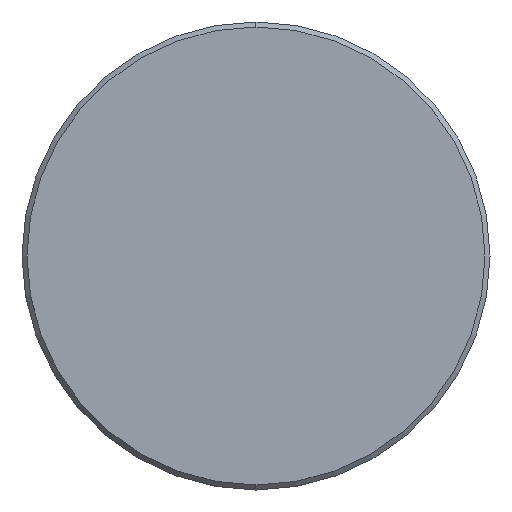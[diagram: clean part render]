
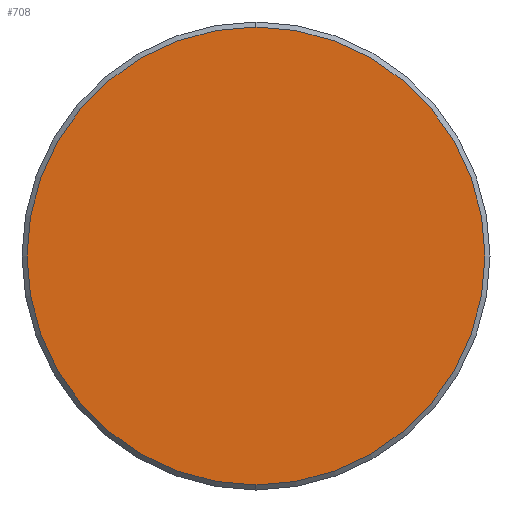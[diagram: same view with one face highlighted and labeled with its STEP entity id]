
A CAD part, left-side view. The second image highlights one B-rep face of the part: STEP entity #708.
In plain terms, the highlighted planar face has unit normal (-1, 0, 0).
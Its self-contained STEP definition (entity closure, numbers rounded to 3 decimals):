
#4 = EDGE_CURVE ( 'NONE', #586, #443, #457, .T. ) ;
#43 = EDGE_LOOP ( 'NONE', ( #680, #202 ) ) ;
#54 = CARTESIAN_POINT ( 'NONE',  ( 0., 0., 13.7 ) ) ;
#62 = CARTESIAN_POINT ( 'NONE',  ( 0., 0., 0. ) ) ;
#123 = PLANE ( 'NONE',  #181 ) ;
#144 = AXIS2_PLACEMENT_3D ( 'NONE', #608, #170, #415 ) ;
#170 = DIRECTION ( 'NONE',  ( -1., 0., 0. ) ) ;
#181 = AXIS2_PLACEMENT_3D ( 'NONE', #62, #817, #559 ) ;
#200 = DIRECTION ( 'NONE',  ( -1., 0., 0. ) ) ;
#202 = ORIENTED_EDGE ( 'NONE', *, *, #4, .T. ) ;
#206 = CARTESIAN_POINT ( 'NONE',  ( 0., 0., -13.7 ) ) ;
#242 = AXIS2_PLACEMENT_3D ( 'NONE', #512, #200, #331 ) ;
#331 = DIRECTION ( 'NONE',  ( 0., 0., 1. ) ) ;
#415 = DIRECTION ( 'NONE',  ( 0., 0., 1. ) ) ;
#443 = VERTEX_POINT ( 'NONE', #206 ) ;
#457 = CIRCLE ( 'NONE', #242, 13.7 ) ;
#512 = CARTESIAN_POINT ( 'NONE',  ( 0., 0., 0. ) ) ;
#521 = FACE_OUTER_BOUND ( 'NONE', #43, .T. ) ;
#528 = EDGE_CURVE ( 'NONE', #443, #586, #674, .T. ) ;
#559 = DIRECTION ( 'NONE',  ( 0., 0., -1. ) ) ;
#586 = VERTEX_POINT ( 'NONE', #54 ) ;
#608 = CARTESIAN_POINT ( 'NONE',  ( 0., 0., 0. ) ) ;
#674 = CIRCLE ( 'NONE', #144, 13.7 ) ;
#680 = ORIENTED_EDGE ( 'NONE', *, *, #528, .T. ) ;
#708 = ADVANCED_FACE ( 'NONE', ( #521 ), #123, .F. ) ;
#817 = DIRECTION ( 'NONE',  ( 1., 0., 0. ) ) ;
